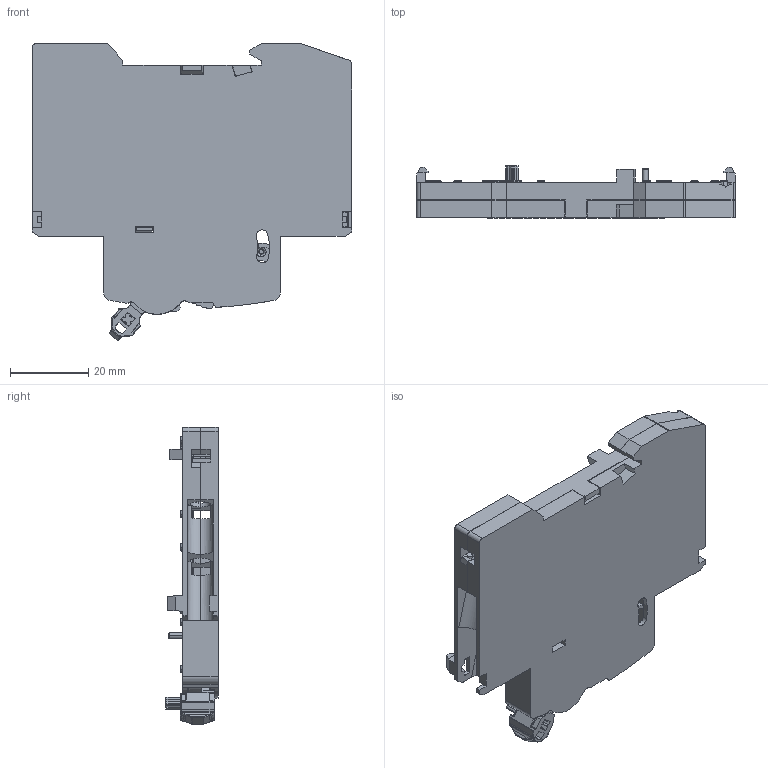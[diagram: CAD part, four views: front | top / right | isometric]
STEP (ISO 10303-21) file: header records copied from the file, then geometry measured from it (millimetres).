
FILE_DESCRIPTION (( 'STEP AP203' ), '1' );
FILE_NAME ('M2AX1 -- 170791001.STEP', '2022-03-25T10:36:21', ( '' ), ( '' ), 'SwSTEP 2.0', 'SolidWorks 2017', '' );
FILE_SCHEMA (( 'CONFIG_CONTROL_DESIGN' ));
Length unit declared in the file: millimetre
Products named in the file (1): M2AX1 -- 170791001
Bounding box: 81.5 x 13.3 x 75.81 mm (x, y, z)
Surface area: 23049.3 mm2 (no closed solid volume)
Topology: 0 solids, 22 shells, 745 faces, 3260 edges, 2473 vertices
Faces by surface type: plane 325, cylinder 301, bspline 85, cone 34
Entity records: 36848 total; most frequent: CARTESIAN_POINT 12083, ORIENTED_EDGE 4974, DIRECTION 4568, EDGE_CURVE 3242, VERTEX_POINT 2473, VECTOR 1840, LINE 1840, AXIS2_PLACEMENT_3D 1364
